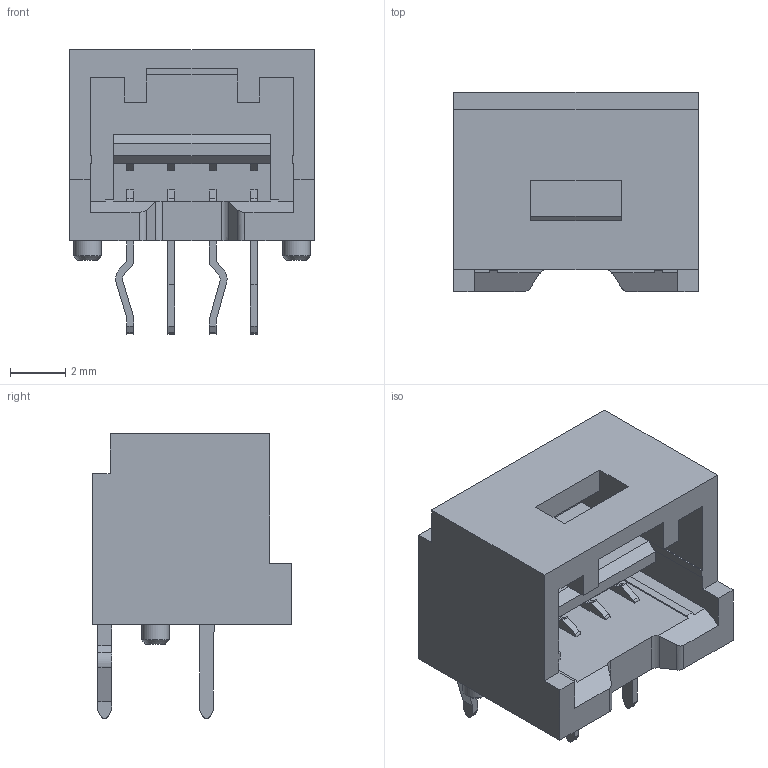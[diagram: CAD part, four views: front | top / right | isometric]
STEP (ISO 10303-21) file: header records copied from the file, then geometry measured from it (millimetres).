
FILE_DESCRIPTION(/* description */ (''),/* implementation_level */ '2;1');
FILE_NAME(/* name */ '5031750400wbm000_01_214.stp',/* time_stamp */ '2024-09-16T08:56:46+05:00',/* author */ (''),/* organization */ (''),/* preprocessor_version */ 'ST-DEVELOPER v16.7',/* originating_system */ 'SIEMENS PLM Software NX 1919',/* authorisation */ '');
FILE_SCHEMA (('AUTOMOTIVE_DESIGN { 1 0 10303 214 3 1 1 1 }'));
Length unit declared in the file: millimetre
Products named in the file (1): 5031750400wbm000_01
Bounding box: 8.9 x 7.25 x 10.35 mm (x, y, z)
Volume: 251 mm3; surface area: 562.7 mm2
Topology: 1 solids, 1 shells, 191 faces, 550 edges, 366 vertices
Faces by surface type: plane 145, cylinder 44, cone 2
Full cylindrical faces by diameter (mm): 1 x2
Entity records: 6212 total; most frequent: CARTESIAN_POINT 1106, ORIENTED_EDGE 1088, DIRECTION 1018, EDGE_CURVE 544, LINE 450, VECTOR 450, VERTEX_POINT 364, AXIS2_PLACEMENT_3D 284
